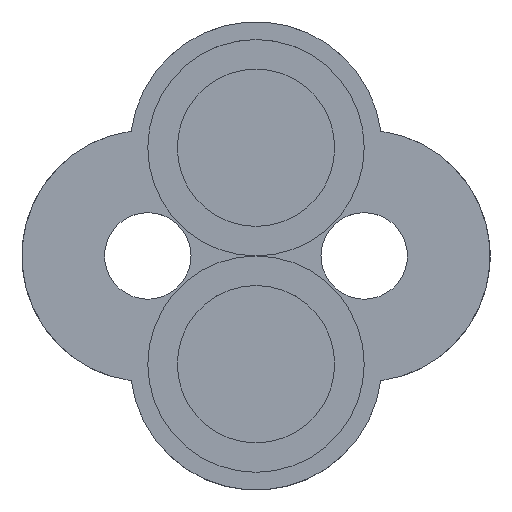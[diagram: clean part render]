
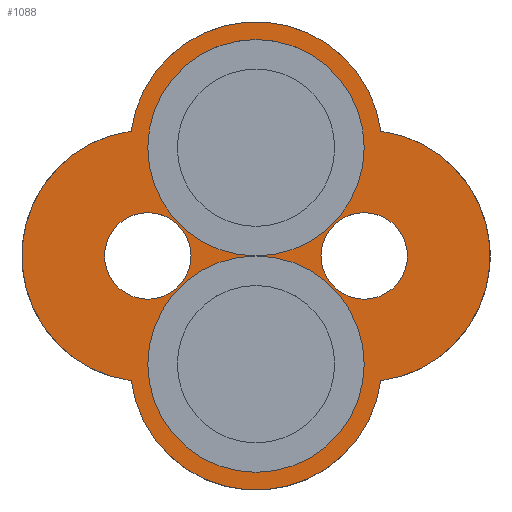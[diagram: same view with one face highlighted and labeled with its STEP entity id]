
A CAD part, top view. The second image highlights one B-rep face of the part: STEP entity #1088.
In plain terms, the highlighted planar face has unit normal (0, 0, 1).
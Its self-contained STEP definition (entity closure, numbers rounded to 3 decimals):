
#33=FACE_BOUND('',#179,.T.);
#34=FACE_BOUND('',#180,.T.);
#35=FACE_BOUND('',#181,.T.);
#50=PLANE('',#1221);
#99=FACE_OUTER_BOUND('',#178,.T.);
#178=EDGE_LOOP('',(#836,#837,#838,#839));
#179=EDGE_LOOP('',(#840));
#180=EDGE_LOOP('',(#841));
#181=EDGE_LOOP('',(#842,#843,#844,#845));
#222=CIRCLE('',#1150,13.75);
#224=CIRCLE('',#1153,13.75);
#250=CIRCLE('',#1198,5.5);
#251=CIRCLE('',#1200,5.5);
#255=CIRCLE('',#1207,13.75);
#257=CIRCLE('',#1211,13.75);
#258=CIRCLE('',#1214,16.);
#259=CIRCLE('',#1216,16.);
#260=CIRCLE('',#1218,16.);
#261=CIRCLE('',#1220,16.);
#446=VERTEX_POINT('',#1704);
#448=VERTEX_POINT('',#1707);
#450=VERTEX_POINT('',#1713);
#484=VERTEX_POINT('',#1816);
#485=VERTEX_POINT('',#1820);
#486=VERTEX_POINT('',#1836);
#487=VERTEX_POINT('',#1838);
#488=VERTEX_POINT('',#1842);
#489=VERTEX_POINT('',#1846);
#547=EDGE_CURVE('',#448,#446,#222,.T.);
#551=EDGE_CURVE('',#448,#450,#224,.T.);
#600=EDGE_CURVE('',#484,#484,#250,.T.);
#602=EDGE_CURVE('',#485,#485,#251,.T.);
#607=EDGE_CURVE('',#450,#448,#255,.T.);
#609=EDGE_CURVE('',#446,#448,#257,.T.);
#611=EDGE_CURVE('',#487,#486,#258,.T.);
#613=EDGE_CURVE('',#488,#487,#259,.T.);
#615=EDGE_CURVE('',#489,#488,#260,.T.);
#617=EDGE_CURVE('',#486,#489,#261,.T.);
#836=ORIENTED_EDGE('',*,*,#617,.T.);
#837=ORIENTED_EDGE('',*,*,#615,.T.);
#838=ORIENTED_EDGE('',*,*,#613,.T.);
#839=ORIENTED_EDGE('',*,*,#611,.T.);
#840=ORIENTED_EDGE('',*,*,#600,.T.);
#841=ORIENTED_EDGE('',*,*,#602,.T.);
#842=ORIENTED_EDGE('',*,*,#551,.T.);
#843=ORIENTED_EDGE('',*,*,#607,.T.);
#844=ORIENTED_EDGE('',*,*,#547,.T.);
#845=ORIENTED_EDGE('',*,*,#609,.T.);
#1088=ADVANCED_FACE('',(#99,#33,#34,#35),#50,.F.);
#1150=AXIS2_PLACEMENT_3D('',#1708,#1315,#1316);
#1153=AXIS2_PLACEMENT_3D('',#1716,#1323,#1324);
#1198=AXIS2_PLACEMENT_3D('',#1817,#1436,#1437);
#1200=AXIS2_PLACEMENT_3D('',#1821,#1441,#1442);
#1207=AXIS2_PLACEMENT_3D('',#1829,#1456,#1457);
#1211=AXIS2_PLACEMENT_3D('',#1833,#1464,#1465);
#1214=AXIS2_PLACEMENT_3D('',#1839,#1471,#1472);
#1216=AXIS2_PLACEMENT_3D('',#1843,#1476,#1477);
#1218=AXIS2_PLACEMENT_3D('',#1847,#1481,#1482);
#1220=AXIS2_PLACEMENT_3D('',#1850,#1486,#1487);
#1221=AXIS2_PLACEMENT_3D('',#1851,#1488,#1489);
#1315=DIRECTION('center_axis',(0.,0.,-1.));
#1316=DIRECTION('ref_axis',(-1.,0.,0.));
#1323=DIRECTION('center_axis',(0.,0.,-1.));
#1324=DIRECTION('ref_axis',(-1.,0.,0.));
#1436=DIRECTION('center_axis',(0.,0.,-1.));
#1437=DIRECTION('ref_axis',(-1.,0.,0.));
#1441=DIRECTION('center_axis',(0.,0.,-1.));
#1442=DIRECTION('ref_axis',(-1.,0.,0.));
#1456=DIRECTION('center_axis',(0.,0.,-1.));
#1457=DIRECTION('ref_axis',(-1.,0.,0.));
#1464=DIRECTION('center_axis',(0.,0.,-1.));
#1465=DIRECTION('ref_axis',(-1.,0.,0.));
#1471=DIRECTION('center_axis',(0.,0.,1.));
#1472=DIRECTION('ref_axis',(-1.,0.,0.));
#1476=DIRECTION('center_axis',(0.,0.,1.));
#1477=DIRECTION('ref_axis',(-1.,0.,0.));
#1481=DIRECTION('center_axis',(0.,0.,1.));
#1482=DIRECTION('ref_axis',(-1.,0.,0.));
#1486=DIRECTION('center_axis',(0.,0.,1.));
#1487=DIRECTION('ref_axis',(-1.,0.,0.));
#1488=DIRECTION('center_axis',(0.,0.,-1.));
#1489=DIRECTION('ref_axis',(-1.,0.,0.));
#1704=CARTESIAN_POINT('',(13.75,-13.75,19.596));
#1707=CARTESIAN_POINT('',(0.,0.,19.596));
#1708=CARTESIAN_POINT('Origin',(0.,-13.75,19.596));
#1713=CARTESIAN_POINT('',(13.75,13.75,19.596));
#1716=CARTESIAN_POINT('Origin',(0.,13.75,19.596));
#1816=CARTESIAN_POINT('',(-8.25,0.,19.596));
#1817=CARTESIAN_POINT('Origin',(-13.75,0.,19.596));
#1820=CARTESIAN_POINT('',(19.25,0.,19.596));
#1821=CARTESIAN_POINT('Origin',(13.75,0.,19.596));
#1829=CARTESIAN_POINT('Origin',(0.,13.75,19.596));
#1833=CARTESIAN_POINT('Origin',(0.,-13.75,19.596));
#1836=CARTESIAN_POINT('',(-15.86,15.86,19.596));
#1838=CARTESIAN_POINT('',(15.86,15.86,19.596));
#1839=CARTESIAN_POINT('Origin',(0.,13.75,19.596));
#1842=CARTESIAN_POINT('',(15.86,-15.86,19.596));
#1843=CARTESIAN_POINT('Origin',(13.75,0.,19.596));
#1846=CARTESIAN_POINT('',(-15.86,-15.86,19.596));
#1847=CARTESIAN_POINT('Origin',(0.,-13.75,19.596));
#1850=CARTESIAN_POINT('Origin',(-13.75,0.,19.596));
#1851=CARTESIAN_POINT('Origin',(0.,0.,19.596));
